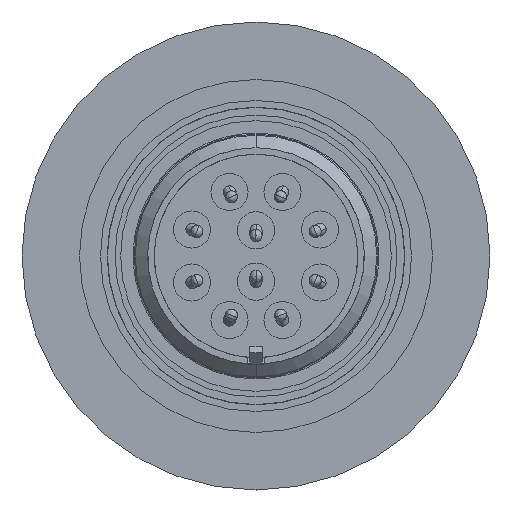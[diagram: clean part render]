
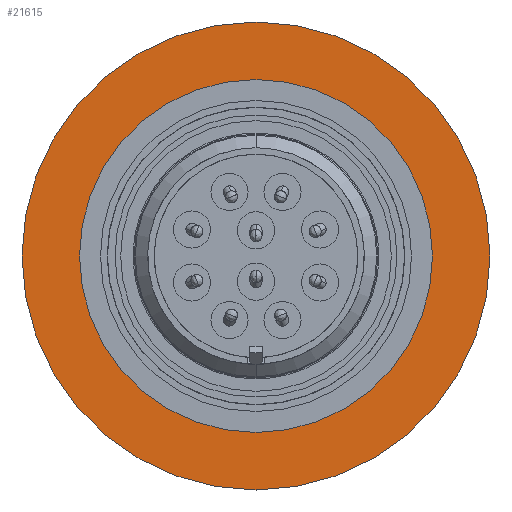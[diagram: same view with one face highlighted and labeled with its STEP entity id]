
A CAD part, front view. The second image highlights one B-rep face of the part: STEP entity #21615.
In plain terms, the highlighted planar face has unit normal (0, -1, 0).
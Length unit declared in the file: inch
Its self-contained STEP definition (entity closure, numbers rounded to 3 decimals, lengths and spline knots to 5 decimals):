
#753 = CARTESIAN_POINT ( 'NONE',  ( -0.815, 2.36365, 0. ) ) ;
#902 = VERTEX_POINT ( 'NONE', #14414 ) ;
#2074 = PLANE ( 'NONE',  #14063 ) ;
#2076 = CARTESIAN_POINT ( 'NONE',  ( 0., 2.36365, 0. ) ) ;
#2081 = DIRECTION ( 'NONE',  ( 0., -1., 0. ) ) ;
#2082 = DIRECTION ( 'NONE',  ( -1., 0., 0. ) ) ;
#3146 = AXIS2_PLACEMENT_3D ( 'NONE', #3589, #3590, #3591 ) ;
#3163 = AXIS2_PLACEMENT_3D ( 'NONE', #19578, #19579, #19580 ) ;
#3391 = CARTESIAN_POINT ( 'NONE',  ( -1.08053, 2.36365, 0. ) ) ;
#3589 = CARTESIAN_POINT ( 'NONE',  ( 0., 2.36365, 0. ) ) ;
#3590 = DIRECTION ( 'NONE',  ( 0., 1., 0. ) ) ;
#3591 = DIRECTION ( 'NONE',  ( 1., 0., 0. ) ) ;
#8231 = VERTEX_POINT ( 'NONE', #3391 ) ;
#8377 = VERTEX_POINT ( 'NONE', #20120 ) ;
#10446 = FACE_BOUND ( 'NONE', #14708, .T. ) ;
#10455 = FACE_OUTER_BOUND ( 'NONE', #14711, .T. ) ;
#12185 = CIRCLE ( 'NONE', #3163, 1.08053 ) ;
#12286 = CIRCLE ( 'NONE', #3146, 0.815 ) ;
#13008 = AXIS2_PLACEMENT_3D ( 'NONE', #18288, #18289, #18290 ) ;
#14063 = AXIS2_PLACEMENT_3D ( 'NONE', #2076, #2081, #2082 ) ;
#14140 = VERTEX_POINT ( 'NONE', #753 ) ;
#14414 = CARTESIAN_POINT ( 'NONE',  ( 1.08053, 2.36365, 0. ) ) ;
#14708 = EDGE_LOOP ( 'NONE', ( #14941, #14942 ) ) ;
#14711 = EDGE_LOOP ( 'NONE', ( #14943, #14944 ) ) ;
#14941 = ORIENTED_EDGE ( 'NONE', *, *, #16535, .T. ) ;
#14942 = ORIENTED_EDGE ( 'NONE', *, *, #16629, .T. ) ;
#14943 = ORIENTED_EDGE ( 'NONE', *, *, #16687, .F. ) ;
#14944 = ORIENTED_EDGE ( 'NONE', *, *, #16442, .F. ) ;
#16442 = EDGE_CURVE ( 'NONE', #8231, #902, #12185, .T. ) ;
#16535 = EDGE_CURVE ( 'NONE', #8377, #14140, #12286, .T. ) ;
#16629 = EDGE_CURVE ( 'NONE', #14140, #8377, #17650, .T. ) ;
#16687 = EDGE_CURVE ( 'NONE', #902, #8231, #17753, .T. ) ;
#17650 = CIRCLE ( 'NONE', #13008, 0.815 ) ;
#17753 = CIRCLE ( 'NONE', #23210, 1.08053 ) ;
#18288 = CARTESIAN_POINT ( 'NONE',  ( 0., 2.36365, 0. ) ) ;
#18289 = DIRECTION ( 'NONE',  ( 0., 1., 0. ) ) ;
#18290 = DIRECTION ( 'NONE',  ( 1., 0., 0. ) ) ;
#18531 = CARTESIAN_POINT ( 'NONE',  ( 0., 2.36365, 0. ) ) ;
#18532 = DIRECTION ( 'NONE',  ( 0., 1., 0. ) ) ;
#18533 = DIRECTION ( 'NONE',  ( 1., 0., 0. ) ) ;
#19578 = CARTESIAN_POINT ( 'NONE',  ( 0., 2.36365, 0. ) ) ;
#19579 = DIRECTION ( 'NONE',  ( 0., 1., 0. ) ) ;
#19580 = DIRECTION ( 'NONE',  ( 1., 0., 0. ) ) ;
#20120 = CARTESIAN_POINT ( 'NONE',  ( 0.815, 2.36365, 0. ) ) ;
#21615 = ADVANCED_FACE ( 'NONE', ( #10446, #10455 ), #2074, .T. ) ;
#23210 = AXIS2_PLACEMENT_3D ( 'NONE', #18531, #18532, #18533 ) ;
